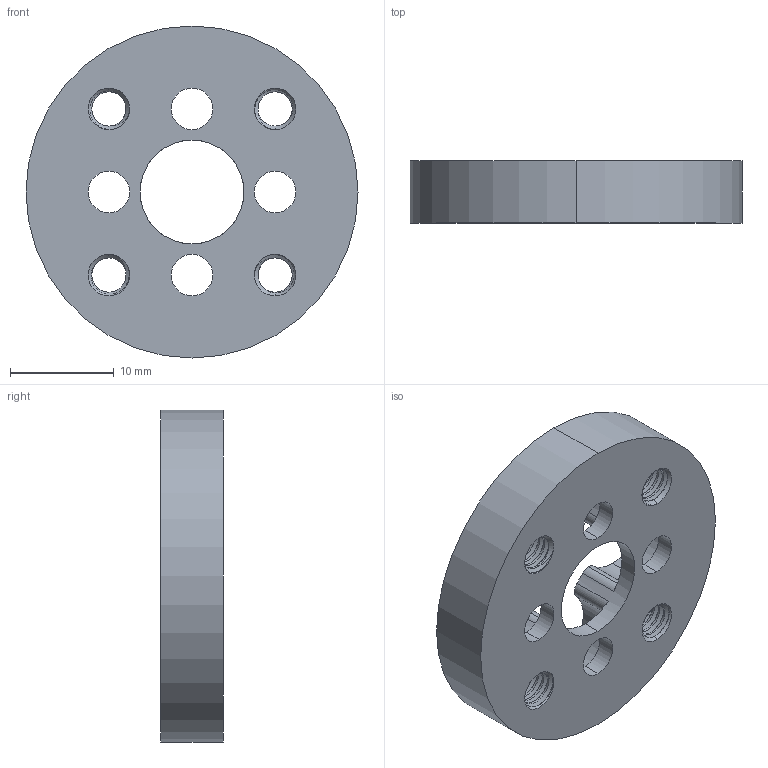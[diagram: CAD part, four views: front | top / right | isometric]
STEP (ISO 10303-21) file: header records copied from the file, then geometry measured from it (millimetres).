
FILE_DESCRIPTION (( 'STEP AP203' ), '1' );
FILE_NAME ('1511-0032-0006.STEP', '2017-09-12T20:22:52', ( '' ), ( '' ), 'SwSTEP 2.0', 'SolidWorks 2016', '' );
FILE_SCHEMA (( 'CONFIG_CONTROL_DESIGN' ));
Length unit declared in the file: millimetre
Products named in the file (1): 1511-0032-0006
Bounding box: 31.97 x 6 x 31.97 mm (x, y, z)
Volume: 3190.8 mm3; surface area: 2809.4 mm2
Topology: 1 solids, 1 shells, 209 faces, 601 edges, 394 vertices
Faces by surface type: cylinder 171, cone 24, bspline 8, plane 6
Entity records: 17158 total; most frequent: CARTESIAN_POINT 12377, ORIENTED_EDGE 1202, DIRECTION 815, EDGE_CURVE 601, VERTEX_POINT 394, AXIS2_PLACEMENT_3D 316, EDGE_LOOP 227, ADVANCED_FACE 209
